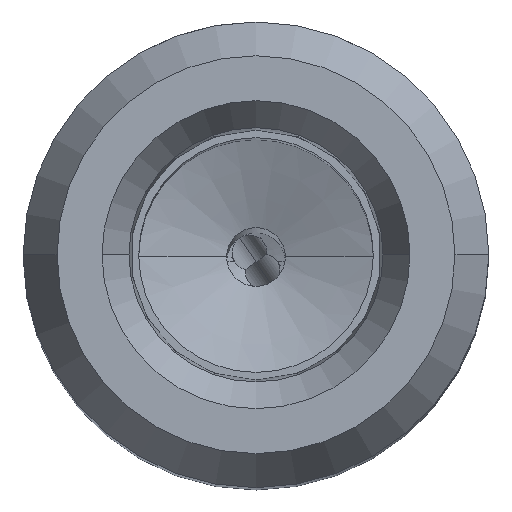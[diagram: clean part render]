
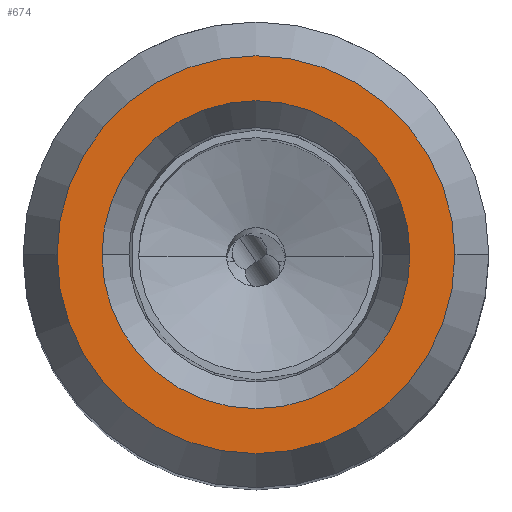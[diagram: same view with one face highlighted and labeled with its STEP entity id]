
A CAD part, top view. The second image highlights one B-rep face of the part: STEP entity #674.
In plain terms, the highlighted planar face has unit normal (0, 0, 1).
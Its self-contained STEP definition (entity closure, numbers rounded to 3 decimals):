
#51=FACE_BOUND('',#1193,.T.);
#52=FACE_BOUND('',#1194,.T.);
#122=PLANE('',#4543);
#502=CIRCLE('',#4507,5.25);
#516=CIRCLE('',#4538,6.783);
#517=CIRCLE('',#4540,6.783);
#518=CIRCLE('',#4542,5.25);
#674=ADVANCED_FACE('',(#51,#52),#122,.T.);
#1193=EDGE_LOOP('',(#1560,#1561));
#1194=EDGE_LOOP('',(#1562,#1563));
#1560=ORIENTED_EDGE('',*,*,#3388,.T.);
#1561=ORIENTED_EDGE('',*,*,#3305,.T.);
#1562=ORIENTED_EDGE('',*,*,#3384,.T.);
#1563=ORIENTED_EDGE('',*,*,#3387,.T.);
#2819=VERTEX_POINT('',#5829);
#2820=VERTEX_POINT('',#5830);
#2880=VERTEX_POINT('',#6585);
#2881=VERTEX_POINT('',#6586);
#3305=EDGE_CURVE('',#2819,#2820,#502,.T.);
#3384=EDGE_CURVE('',#2880,#2881,#516,.T.);
#3387=EDGE_CURVE('',#2881,#2880,#517,.T.);
#3388=EDGE_CURVE('',#2820,#2819,#518,.T.);
#4507=AXIS2_PLACEMENT_3D('',#5828,#4902,#4903);
#4538=AXIS2_PLACEMENT_3D('',#6584,#4975,#4976);
#4540=AXIS2_PLACEMENT_3D('',#6590,#4981,#4982);
#4542=AXIS2_PLACEMENT_3D('',#6592,#4985,#4986);
#4543=AXIS2_PLACEMENT_3D('',#6593,#4987,#4988);
#4902=DIRECTION('',(0.,0.,-1.));
#4903=DIRECTION('',(1.,0.,0.));
#4975=DIRECTION('',(0.,0.,1.));
#4976=DIRECTION('',(-1.,0.,0.));
#4981=DIRECTION('',(0.,0.,1.));
#4982=DIRECTION('',(1.,0.,0.));
#4985=DIRECTION('',(0.,0.,-1.));
#4986=DIRECTION('',(-1.,0.,0.));
#4987=DIRECTION('',(0.,0.,1.));
#4988=DIRECTION('',(-1.,0.,0.));
#5828=CARTESIAN_POINT('',(0.,0.,24.5));
#5829=CARTESIAN_POINT('',(5.25,0.,24.5));
#5830=CARTESIAN_POINT('',(-5.25,0.,24.5));
#6584=CARTESIAN_POINT('',(0.,0.,24.5));
#6585=CARTESIAN_POINT('',(-6.783,0.,24.5));
#6586=CARTESIAN_POINT('',(6.783,0.,24.5));
#6590=CARTESIAN_POINT('',(0.,0.,24.5));
#6592=CARTESIAN_POINT('',(0.,0.,24.5));
#6593=CARTESIAN_POINT('',(0.,0.,24.5));
